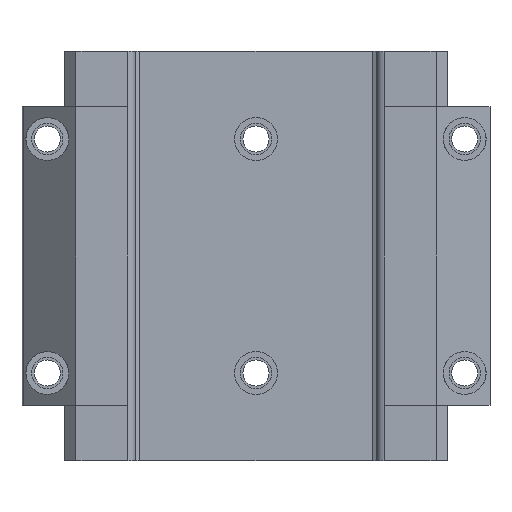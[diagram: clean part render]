
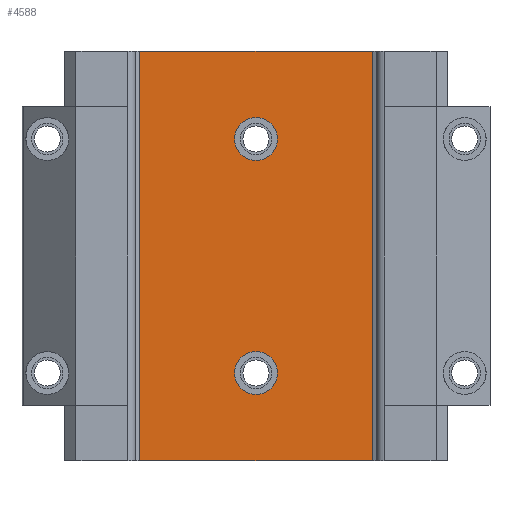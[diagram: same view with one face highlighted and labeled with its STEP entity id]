
A CAD part, front view. The second image highlights one B-rep face of the part: STEP entity #4588.
In plain terms, the highlighted planar face has unit normal (0, -1, 0).
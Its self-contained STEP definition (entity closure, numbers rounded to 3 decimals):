
#307=DIRECTION('',(-1.,0.,0.));
#308=VECTOR('',#307,65.3);
#309=CARTESIAN_POINT('',(32.65,-11.45,-52.5));
#310=LINE('64709',#309,#308);
#857=DIRECTION('',(-1.,0.,0.));
#858=VECTOR('',#857,65.3);
#859=CARTESIAN_POINT('',(32.65,-11.45,52.5));
#860=LINE('64708',#859,#858);
#1411=CARTESIAN_POINT('',(0.,-11.45,30.));
#1412=DIRECTION('',(0.,1.,0.));
#1413=DIRECTION('',(-1.,0.,0.));
#1414=AXIS2_PLACEMENT_3D('',#1411,#1412,#1413);
#1416=CARTESIAN_POINT('',(0.,-11.45,30.));
#1417=DIRECTION('',(0.,1.,0.));
#1418=DIRECTION('',(1.,0.,0.));
#1419=AXIS2_PLACEMENT_3D('',#1416,#1417,#1418);
#1421=CARTESIAN_POINT('',(0.,-11.45,-30.));
#1422=DIRECTION('',(0.,1.,0.));
#1423=DIRECTION('',(-1.,0.,0.));
#1424=AXIS2_PLACEMENT_3D('',#1421,#1422,#1423);
#1426=CARTESIAN_POINT('',(0.,-11.45,-30.));
#1427=DIRECTION('',(0.,1.,0.));
#1428=DIRECTION('',(1.,0.,0.));
#1429=AXIS2_PLACEMENT_3D('',#1426,#1427,#1428);
#1431=DIRECTION('',(0.,0.,1.));
#1432=VECTOR('',#1431,105.);
#1433=CARTESIAN_POINT('',(32.65,-11.45,-52.5));
#1434=LINE('4816',#1433,#1432);
#1435=DIRECTION('',(0.,0.,1.));
#1436=VECTOR('',#1435,105.);
#1437=CARTESIAN_POINT('',(-32.65,-11.45,-52.5));
#1438=LINE('4817',#1437,#1436);
#2209=CARTESIAN_POINT('',(-5.5,-11.45,30.));
#2210=CARTESIAN_POINT('',(5.5,-11.45,30.));
#2211=VERTEX_POINT('',#2209);
#2212=VERTEX_POINT('',#2210);
#2213=CARTESIAN_POINT('',(-5.5,-11.45,-30.));
#2214=CARTESIAN_POINT('',(5.5,-11.45,-30.));
#2215=VERTEX_POINT('',#2213);
#2216=VERTEX_POINT('',#2214);
#2317=CARTESIAN_POINT('',(32.65,-11.45,-52.5));
#2318=CARTESIAN_POINT('',(32.65,-11.45,52.5));
#2319=VERTEX_POINT('',#2317);
#2320=VERTEX_POINT('',#2318);
#2321=CARTESIAN_POINT('',(-32.65,-11.45,-52.5));
#2322=CARTESIAN_POINT('',(-32.65,-11.45,52.5));
#2323=VERTEX_POINT('',#2321);
#2324=VERTEX_POINT('',#2322);
#4564=CARTESIAN_POINT('',(32.85,-11.45,63.));
#4565=DIRECTION('',(0.,1.,0.));
#4566=DIRECTION('',(-1.,0.,0.));
#4567=AXIS2_PLACEMENT_3D('',#4564,#4565,#4566);
#4568=PLANE('3390',#4567);
#4569=ORIENTED_EDGE('4816',*,*,#4556,.F.);
#4570=ORIENTED_EDGE('64709',*,*,#2782,.T.);
#4572=ORIENTED_EDGE('4817',*,*,#4571,.T.);
#4573=ORIENTED_EDGE('64708',*,*,#3552,.F.);
#4574=EDGE_LOOP('3390',(#4569,#4570,#4572,#4573));
#4575=FACE_OUTER_BOUND('3390',#4574,.F.);
#4577=ORIENTED_EDGE('3400',*,*,#4576,.F.);
#4579=ORIENTED_EDGE('3401',*,*,#4578,.F.);
#4580=EDGE_LOOP('3390',(#4577,#4579));
#4581=FACE_BOUND('3390',#4580,.F.);
#4583=ORIENTED_EDGE('3402',*,*,#4582,.F.);
#4585=ORIENTED_EDGE('3403',*,*,#4584,.F.);
#4586=EDGE_LOOP('3390',(#4583,#4585));
#4587=FACE_BOUND('3390',#4586,.F.);
#4588=ADVANCED_FACE('3390',(#4575,#4581,#4587),#4568,.F.);
#1415=CIRCLE('3400',#1414,5.5);
#1420=CIRCLE('3401',#1419,5.5);
#1425=CIRCLE('3402',#1424,5.5);
#1430=CIRCLE('3403',#1429,5.5);
#2782=EDGE_CURVE('64709',#2319,#2323,#310,.T.);
#3552=EDGE_CURVE('64708',#2320,#2324,#860,.T.);
#4556=EDGE_CURVE('4816',#2319,#2320,#1434,.T.);
#4571=EDGE_CURVE('4817',#2323,#2324,#1438,.T.);
#4576=EDGE_CURVE('3400',#2211,#2212,#1415,.T.);
#4578=EDGE_CURVE('3401',#2212,#2211,#1420,.T.);
#4582=EDGE_CURVE('3402',#2215,#2216,#1425,.T.);
#4584=EDGE_CURVE('3403',#2216,#2215,#1430,.T.);
